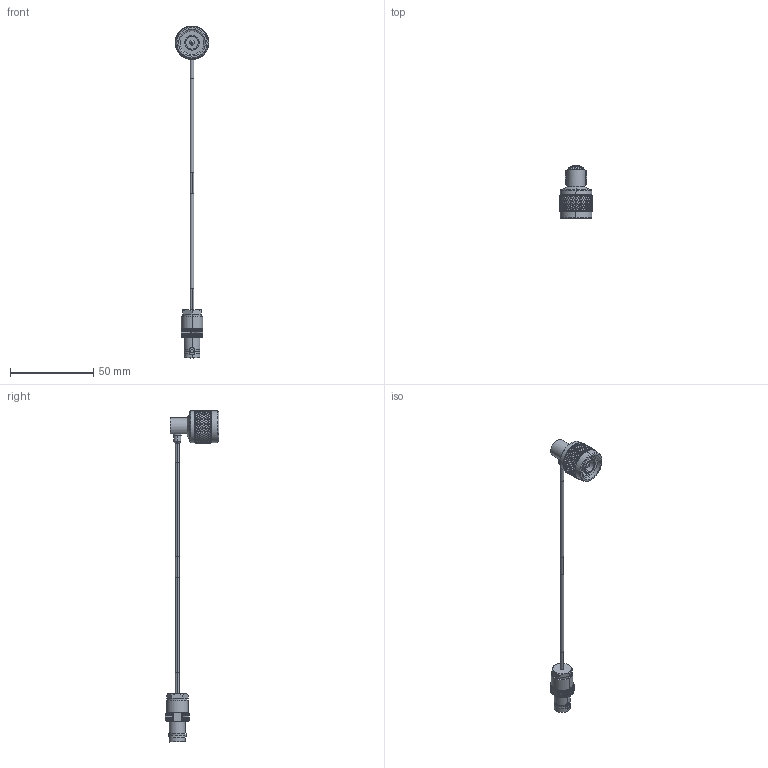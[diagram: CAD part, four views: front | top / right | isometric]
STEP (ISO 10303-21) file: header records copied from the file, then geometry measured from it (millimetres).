
FILE_DESCRIPTION (( 'STEP AP214' ), '1' );
FILE_NAME ('LCCA30571.step', '2020-06-22T21:11:34', ( '' ), ( '' ), 'SwSTEP 2.0', 'SolidWorks 2018', '' );
FILE_SCHEMA (( 'AUTOMOTIVE_DESIGN' ));
Length unit declared in the file: inch
Products named in the file (6): LCCA30571; LCCN3052; LCCN3041; LC085TB (085 FORMABLE); LCCN3044_HS-2; 1AW01-002_.08 ID
Assembly tree (6 placements, depth 2):
  LCCA30571
    LC085TB (085 FORMABLE)
    1AW01-002_.08 ID  x2
    LCCN3041
    LCCN3052
    LCCN3044_HS-2
Bounding box: 20.07 x 32.1 x 199.43 mm (x, y, z)
Volume: 7001.2 mm3; surface area: 7919.4 mm2
Topology: 7 solids, 7 shells, 2684 faces, 5497 edges, 2840 vertices
Faces by surface type: bspline 1602, cylinder 515, cone 377, plane 184, torus 4, sphere 2
Entity records: 95289 total; most frequent: CARTESIAN_POINT 57132, ORIENTED_EDGE 10970, EDGE_CURVE 5485, DIRECTION 3915, VERTEX_POINT 2832, EDGE_LOOP 2693, FACE_OUTER_BOUND 2678, ADVANCED_FACE 2678
